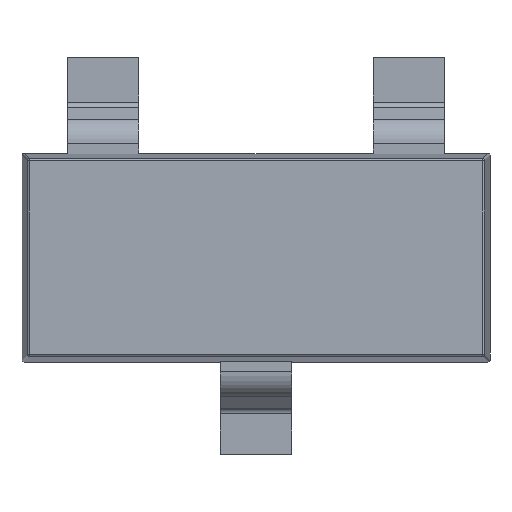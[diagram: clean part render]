
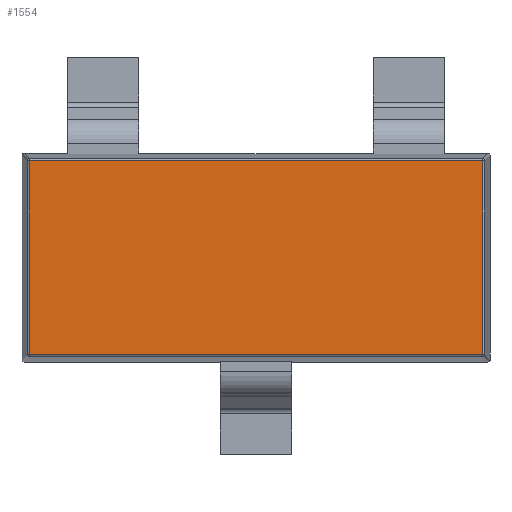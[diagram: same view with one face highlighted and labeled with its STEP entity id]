
A CAD part, top view. The second image highlights one B-rep face of the part: STEP entity #1554.
In plain terms, the highlighted free-form (B-spline) face has degree [1, 1] with [2, 2] control points.
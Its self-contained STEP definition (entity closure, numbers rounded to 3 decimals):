
#1554 = ADVANCED_FACE('',(#1555),#1569,.T.);
#1555 = FACE_BOUND('',#1556,.T.);
#1556 = EDGE_LOOP('',(#1557,#1580,#1596,#1612));
#1557 = ORIENTED_EDGE('',*,*,#1558,.T.);
#1558 = EDGE_CURVE('',#1559,#1561,#1563,.T.);
#1559 = VERTEX_POINT('',#1560);
#1560 = CARTESIAN_POINT('',(-1.414,0.604,1.02
    ));
#1561 = VERTEX_POINT('',#1562);
#1562 = CARTESIAN_POINT('',(-1.414,-0.604,
    1.02));
#1563 = SURFACE_CURVE('',#1564,(#1568),.PCURVE_S1.);
#1564 = LINE('',#1565,#1566);
#1565 = CARTESIAN_POINT('',(-1.414,0.604,1.02
    ));
#1566 = VECTOR('',#1567,1.);
#1567 = DIRECTION('',(0.,-1.,0.));
#1568 = PCURVE('',#1569,#1574);
#1569 = B_SPLINE_SURFACE_WITH_KNOTS('',1,1,(
    (#1570,#1571)
    ,(#1572,#1573
    )),.UNSPECIFIED.,.F.,.F.,.F.,(2,2),(2,2),(0.046,
    1.254),(0.046,2.874),
  .PIECEWISE_BEZIER_KNOTS.);
#1570 = CARTESIAN_POINT('',(1.414,-0.604,1.02
    ));
#1571 = CARTESIAN_POINT('',(-1.414,-0.604,
    1.02));
#1572 = CARTESIAN_POINT('',(1.414,0.604,1.02)
  );
#1573 = CARTESIAN_POINT('',(-1.414,0.604,1.02
    ));
#1574 = DEFINITIONAL_REPRESENTATION('',(#1575),#1579);
#1575 = LINE('',#1576,#1577);
#1576 = CARTESIAN_POINT('',(1.254,2.874));
#1577 = VECTOR('',#1578,1.);
#1578 = DIRECTION('',(-1.,0.));
#1579 = ( GEOMETRIC_REPRESENTATION_CONTEXT(2) 
PARAMETRIC_REPRESENTATION_CONTEXT() REPRESENTATION_CONTEXT('2D SPACE',''
  ) );
#1580 = ORIENTED_EDGE('',*,*,#1581,.T.);
#1581 = EDGE_CURVE('',#1561,#1582,#1584,.T.);
#1582 = VERTEX_POINT('',#1583);
#1583 = CARTESIAN_POINT('',(1.414,-0.604,1.02
    ));
#1584 = SURFACE_CURVE('',#1585,(#1589),.PCURVE_S1.);
#1585 = LINE('',#1586,#1587);
#1586 = CARTESIAN_POINT('',(-1.414,-0.604,
    1.02));
#1587 = VECTOR('',#1588,1.);
#1588 = DIRECTION('',(1.,0.,0.));
#1589 = PCURVE('',#1569,#1590);
#1590 = DEFINITIONAL_REPRESENTATION('',(#1591),#1595);
#1591 = LINE('',#1592,#1593);
#1592 = CARTESIAN_POINT('',(0.046,2.874));
#1593 = VECTOR('',#1594,1.);
#1594 = DIRECTION('',(0.,-1.));
#1595 = ( GEOMETRIC_REPRESENTATION_CONTEXT(2) 
PARAMETRIC_REPRESENTATION_CONTEXT() REPRESENTATION_CONTEXT('2D SPACE',''
  ) );
#1596 = ORIENTED_EDGE('',*,*,#1597,.T.);
#1597 = EDGE_CURVE('',#1582,#1598,#1600,.T.);
#1598 = VERTEX_POINT('',#1599);
#1599 = CARTESIAN_POINT('',(1.414,0.604,1.02)
  );
#1600 = SURFACE_CURVE('',#1601,(#1605),.PCURVE_S1.);
#1601 = LINE('',#1602,#1603);
#1602 = CARTESIAN_POINT('',(1.414,-0.604,1.02
    ));
#1603 = VECTOR('',#1604,1.);
#1604 = DIRECTION('',(0.,1.,0.));
#1605 = PCURVE('',#1569,#1606);
#1606 = DEFINITIONAL_REPRESENTATION('',(#1607),#1611);
#1607 = LINE('',#1608,#1609);
#1608 = CARTESIAN_POINT('',(0.046,0.046));
#1609 = VECTOR('',#1610,1.);
#1610 = DIRECTION('',(1.,0.));
#1611 = ( GEOMETRIC_REPRESENTATION_CONTEXT(2) 
PARAMETRIC_REPRESENTATION_CONTEXT() REPRESENTATION_CONTEXT('2D SPACE',''
  ) );
#1612 = ORIENTED_EDGE('',*,*,#1613,.T.);
#1613 = EDGE_CURVE('',#1598,#1559,#1614,.T.);
#1614 = SURFACE_CURVE('',#1615,(#1619),.PCURVE_S1.);
#1615 = LINE('',#1616,#1617);
#1616 = CARTESIAN_POINT('',(1.414,0.604,1.02)
  );
#1617 = VECTOR('',#1618,1.);
#1618 = DIRECTION('',(-1.,0.,0.));
#1619 = PCURVE('',#1569,#1620);
#1620 = DEFINITIONAL_REPRESENTATION('',(#1621),#1625);
#1621 = LINE('',#1622,#1623);
#1622 = CARTESIAN_POINT('',(1.254,0.046));
#1623 = VECTOR('',#1624,1.);
#1624 = DIRECTION('',(0.,1.));
#1625 = ( GEOMETRIC_REPRESENTATION_CONTEXT(2) 
PARAMETRIC_REPRESENTATION_CONTEXT() REPRESENTATION_CONTEXT('2D SPACE',''
  ) );
